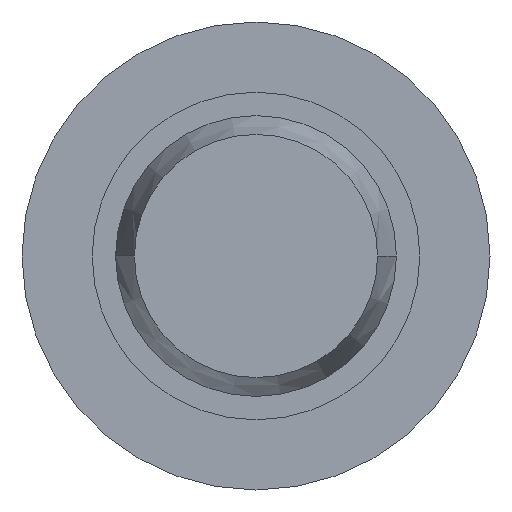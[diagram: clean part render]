
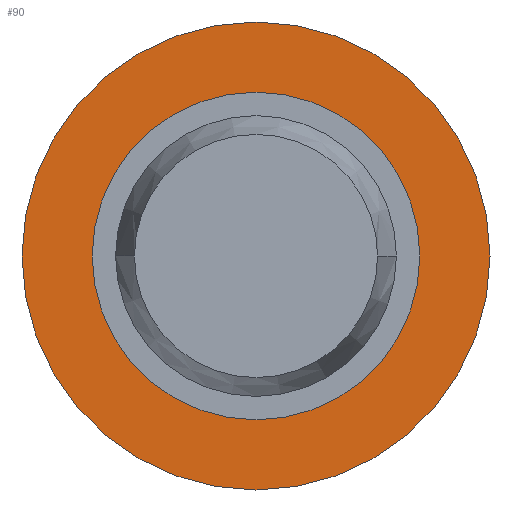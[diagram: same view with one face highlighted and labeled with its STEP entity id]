
A CAD part, front view. The second image highlights one B-rep face of the part: STEP entity #90.
In plain terms, the highlighted planar face has unit normal (0, -1, 0).
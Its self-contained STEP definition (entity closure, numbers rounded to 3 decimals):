
#90 = ADVANCED_FACE( '', ( #127, #128 ), #129, .T. );
#127 = FACE_OUTER_BOUND( '', #168, .T. );
#128 = FACE_BOUND( '', #169, .T. );
#129 = PLANE( '', #170 );
#168 = EDGE_LOOP( '', ( #286, #287 ) );
#169 = EDGE_LOOP( '', ( #288, #289 ) );
#170 = AXIS2_PLACEMENT_3D( '', #290, #291, #292 );
#286 = ORIENTED_EDGE( '', *, *, #317, .F. );
#287 = ORIENTED_EDGE( '', *, *, #348, .F. );
#288 = ORIENTED_EDGE( '', *, *, #347, .T. );
#289 = ORIENTED_EDGE( '', *, *, #320, .T. );
#290 = CARTESIAN_POINT( '', ( 4.25, 8.5, 0. ) );
#291 = DIRECTION( '', ( 0., -1., 0. ) );
#292 = DIRECTION( '', ( -1., 0., 0. ) );
#317 = EDGE_CURVE( '', #359, #361, #362, .T. );
#320 = EDGE_CURVE( '', #367, #364, #368, .T. );
#347 = EDGE_CURVE( '', #364, #367, #411, .T. );
#348 = EDGE_CURVE( '', #361, #359, #412, .T. );
#359 = VERTEX_POINT( '', #425 );
#361 = VERTEX_POINT( '', #428 );
#362 = CIRCLE( '', #429, 5. );
#364 = VERTEX_POINT( '', #432 );
#367 = VERTEX_POINT( '', #436 );
#368 = CIRCLE( '', #437, 3.5 );
#411 = CIRCLE( '', #487, 3.5 );
#412 = CIRCLE( '', #488, 5. );
#425 = CARTESIAN_POINT( '', ( 5., 8.5, 0. ) );
#428 = CARTESIAN_POINT( '', ( -5., 8.5, 0. ) );
#429 = AXIS2_PLACEMENT_3D( '', #500, #501, #502 );
#432 = CARTESIAN_POINT( '', ( 3.5, 8.5, 0. ) );
#436 = CARTESIAN_POINT( '', ( -3.5, 8.5, 0. ) );
#437 = AXIS2_PLACEMENT_3D( '', #505, #506, #507 );
#487 = AXIS2_PLACEMENT_3D( '', #572, #573, #574 );
#488 = AXIS2_PLACEMENT_3D( '', #575, #576, #577 );
#500 = CARTESIAN_POINT( '', ( 0., 8.5, 0. ) );
#501 = DIRECTION( '', ( 0., 1., 0. ) );
#502 = DIRECTION( '', ( 1., 0., 0. ) );
#505 = CARTESIAN_POINT( '', ( 0., 8.5, 0. ) );
#506 = DIRECTION( '', ( 0., 1., 0. ) );
#507 = DIRECTION( '', ( 1., 0., 0. ) );
#572 = CARTESIAN_POINT( '', ( 0., 8.5, 0. ) );
#573 = DIRECTION( '', ( 0., 1., 0. ) );
#574 = DIRECTION( '', ( 1., 0., 0. ) );
#575 = CARTESIAN_POINT( '', ( 0., 8.5, 0. ) );
#576 = DIRECTION( '', ( 0., 1., 0. ) );
#577 = DIRECTION( '', ( 1., 0., 0. ) );
